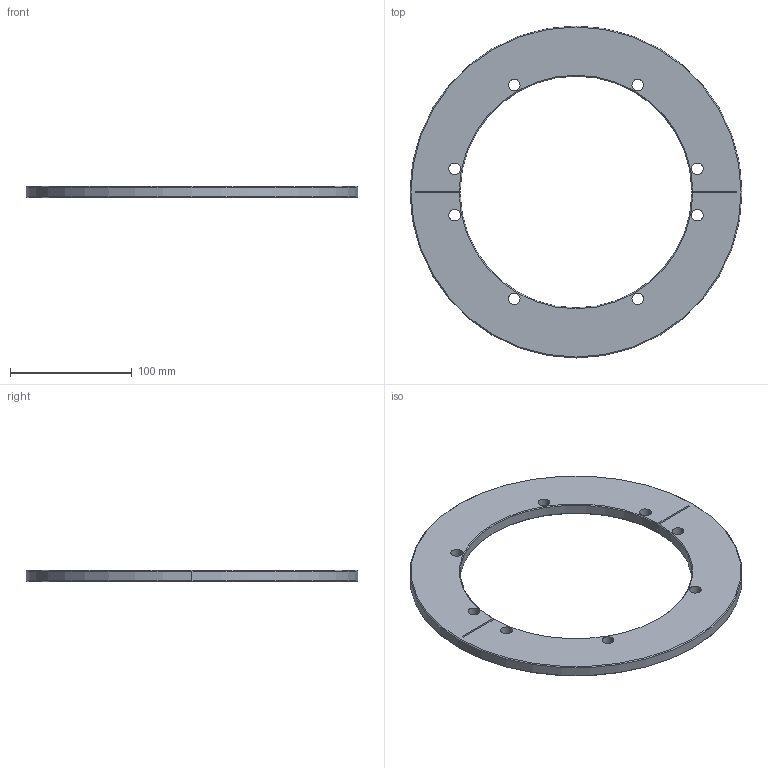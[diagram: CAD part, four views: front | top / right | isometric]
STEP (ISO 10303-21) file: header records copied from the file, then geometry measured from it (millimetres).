
FILE_DESCRIPTION (( 'STEP AP203' ), '1' );
FILE_NAME ('F1043.STEP', '2022-04-21T21:02:41', ( '' ), ( '' ), 'SwSTEP 2.0', 'SolidWorks 2020', '' );
FILE_SCHEMA (( 'CONFIG_CONTROL_DESIGN' ));
Length unit declared in the file: inch
Products named in the file (1): F1043
Bounding box: 273.05 x 273.05 x 9.53 mm (x, y, z)
Volume: 278968.6 mm3; surface area: 74783.1 mm2
Topology: 1 solids, 1 shells, 36 faces, 98 edges, 64 vertices
Faces by surface type: cylinder 22, cone 8, plane 6
Entity records: 1285 total; most frequent: CARTESIAN_POINT 223, DIRECTION 216, ORIENTED_EDGE 196, EDGE_CURVE 98, AXIS2_PLACEMENT_3D 89, VERTEX_POINT 64, EDGE_LOOP 54, CIRCLE 52
